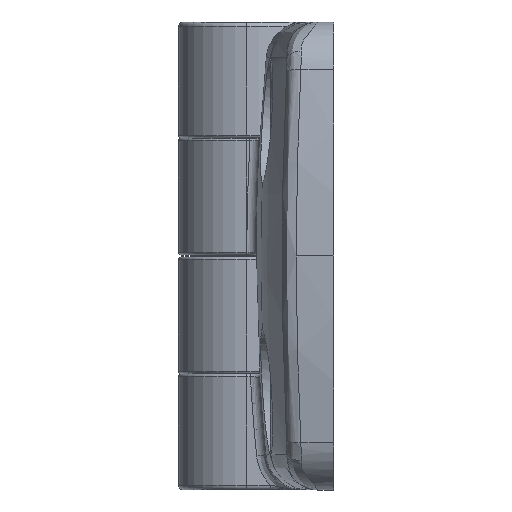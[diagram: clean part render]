
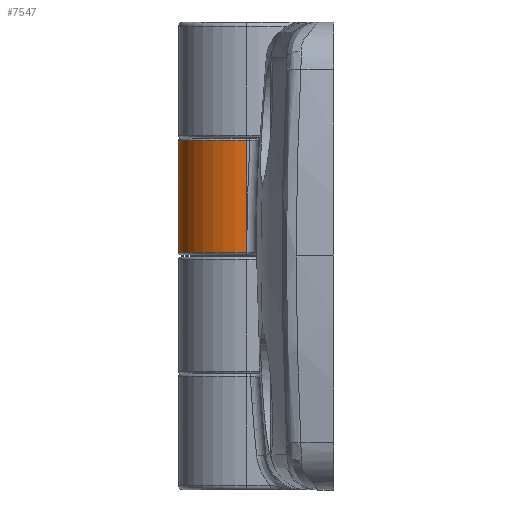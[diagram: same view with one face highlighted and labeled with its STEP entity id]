
A CAD part, left-side view. The second image highlights one B-rep face of the part: STEP entity #7547.
In plain terms, the highlighted cylindrical face has radius 7 mm (diameter 14 mm), a partial arc.
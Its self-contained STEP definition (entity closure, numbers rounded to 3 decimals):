
#6 = CARTESIAN_POINT ( 'NONE',  ( -11.8, 8.9, -7. ) ) ;
#418 = CARTESIAN_POINT ( 'NONE',  ( 24., 8.9, -7. ) ) ;
#855 = EDGE_CURVE ( 'NONE', #5626, #5281, #14096, .T. ) ;
#886 = CIRCLE ( 'NONE', #10294, 7. ) ;
#1550 = CYLINDRICAL_SURFACE ( 'NONE', #10520, 7. ) ;
#1917 = DIRECTION ( 'NONE',  ( 0., 0., 1. ) ) ;
#1974 = CARTESIAN_POINT ( 'NONE',  ( 24., 8.9, 7. ) ) ;
#2488 = DIRECTION ( 'NONE',  ( 1., 0., 0. ) ) ;
#2893 = FACE_OUTER_BOUND ( 'NONE', #3755, .T. ) ;
#3199 = VERTEX_POINT ( 'NONE', #3533 ) ;
#3481 = ORIENTED_EDGE ( 'NONE', *, *, #855, .T. ) ;
#3533 = CARTESIAN_POINT ( 'NONE',  ( -0.4, 8.9, 7. ) ) ;
#3667 = VERTEX_POINT ( 'NONE', #8726 ) ;
#3682 = DIRECTION ( 'NONE',  ( 0., 0., -1. ) ) ;
#3755 = EDGE_LOOP ( 'NONE', ( #7671, #12086, #3481, #14786 ) ) ;
#4073 = DIRECTION ( 'NONE',  ( 0., 0., -1. ) ) ;
#4203 = VECTOR ( 'NONE', #10614, 1000. ) ;
#4449 = EDGE_CURVE ( 'NONE', #3199, #5626, #9235, .T. ) ;
#5281 = VERTEX_POINT ( 'NONE', #6 ) ;
#5438 = DIRECTION ( 'NONE',  ( -1., 0., 0. ) ) ;
#5626 = VERTEX_POINT ( 'NONE', #8592 ) ;
#6091 = CARTESIAN_POINT ( 'NONE',  ( -11.8, 8.9, 0. ) ) ;
#6576 = DIRECTION ( 'NONE',  ( -1., 0., 0. ) ) ;
#7502 = CARTESIAN_POINT ( 'NONE',  ( 24., 8.9, 0. ) ) ;
#7547 = ADVANCED_FACE ( 'NONE', ( #2893 ), #1550, .T. ) ;
#7671 = ORIENTED_EDGE ( 'NONE', *, *, #13693, .F. ) ;
#8592 = CARTESIAN_POINT ( 'NONE',  ( -0.4, 8.9, -7. ) ) ;
#8726 = CARTESIAN_POINT ( 'NONE',  ( -11.8, 8.9, 7. ) ) ;
#9235 = CIRCLE ( 'NONE', #13091, 7. ) ;
#9904 = LINE ( 'NONE', #1974, #10675 ) ;
#10294 = AXIS2_PLACEMENT_3D ( 'NONE', #6091, #2488, #3682 ) ;
#10520 = AXIS2_PLACEMENT_3D ( 'NONE', #7502, #10832, #1917 ) ;
#10614 = DIRECTION ( 'NONE',  ( -1., 0., 0. ) ) ;
#10675 = VECTOR ( 'NONE', #6576, 1000. ) ;
#10832 = DIRECTION ( 'NONE',  ( -1., 0., 0. ) ) ;
#11189 = EDGE_CURVE ( 'NONE', #5281, #3667, #886, .T. ) ;
#12086 = ORIENTED_EDGE ( 'NONE', *, *, #4449, .T. ) ;
#13091 = AXIS2_PLACEMENT_3D ( 'NONE', #14446, #5438, #4073 ) ;
#13693 = EDGE_CURVE ( 'NONE', #3199, #3667, #9904, .T. ) ;
#14096 = LINE ( 'NONE', #418, #4203 ) ;
#14446 = CARTESIAN_POINT ( 'NONE',  ( -0.4, 8.9, 0. ) ) ;
#14786 = ORIENTED_EDGE ( 'NONE', *, *, #11189, .T. ) ;
